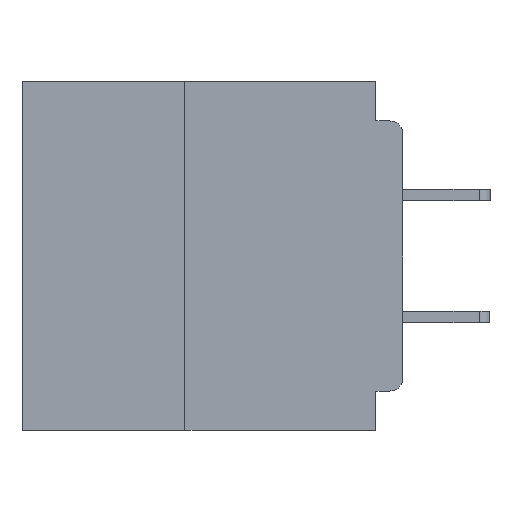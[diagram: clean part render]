
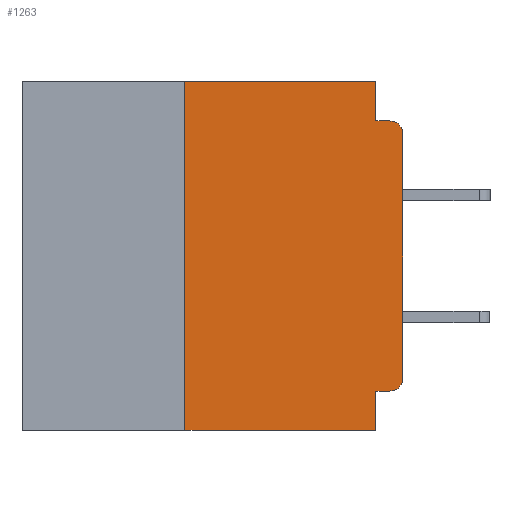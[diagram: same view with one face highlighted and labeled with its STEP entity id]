
A CAD part, left-side view. The second image highlights one B-rep face of the part: STEP entity #1263.
In plain terms, the highlighted planar face has unit normal (-1, 0, 0).
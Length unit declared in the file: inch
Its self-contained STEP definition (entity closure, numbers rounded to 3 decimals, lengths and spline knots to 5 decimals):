
#695 = DIRECTION ( 'NONE',  ( 0., -1., 0. ) ) ;
#1263 = ADVANCED_FACE ( 'NONE', ( #8009 ), #17422, .F. ) ;
#2716 = ORIENTED_EDGE ( 'NONE', *, *, #39401, .F. ) ;
#2843 = CARTESIAN_POINT ( 'NONE',  ( 0., 0.437, -0.4 ) ) ;
#3505 = CIRCLE ( 'NONE', #19905, 0.015 ) ;
#3726 = LINE ( 'NONE', #33636, #33335 ) ;
#4103 = VERTEX_POINT ( 'NONE', #47166 ) ;
#4288 = LINE ( 'NONE', #32798, #36308 ) ;
#4645 = DIRECTION ( 'NONE',  ( -1., 0., 0. ) ) ;
#4801 = CARTESIAN_POINT ( 'NONE',  ( 0., 0.015, -0.045 ) ) ;
#4942 = DIRECTION ( 'NONE',  ( 0., 0., 1. ) ) ;
#5810 = DIRECTION ( 'NONE',  ( 0., 0., 1. ) ) ;
#6551 = CARTESIAN_POINT ( 'NONE',  ( 0., 0.031, 0. ) ) ;
#6906 = VERTEX_POINT ( 'NONE', #22788 ) ;
#7432 = EDGE_CURVE ( 'NONE', #10005, #35210, #30683, .T. ) ;
#7500 = VECTOR ( 'NONE', #4942, 39.37008 ) ;
#7503 = ORIENTED_EDGE ( 'NONE', *, *, #20941, .T. ) ;
#8009 = FACE_OUTER_BOUND ( 'NONE', #31755, .T. ) ;
#8628 = CARTESIAN_POINT ( 'NONE',  ( 0., 0.031, -0.4 ) ) ;
#8693 = DIRECTION ( 'NONE',  ( 0., 0., -1. ) ) ;
#10005 = VERTEX_POINT ( 'NONE', #22803 ) ;
#11386 = VECTOR ( 'NONE', #29903, 39.37008 ) ;
#12357 = EDGE_CURVE ( 'NONE', #33911, #39199, #49337, .T. ) ;
#12409 = CARTESIAN_POINT ( 'NONE',  ( 0., 0., -0.045 ) ) ;
#12854 = DIRECTION ( 'NONE',  ( 1., 0., 0. ) ) ;
#13088 = CARTESIAN_POINT ( 'NONE',  ( 0., 0.437, 0. ) ) ;
#13658 = DIRECTION ( 'NONE',  ( -1., 0., 0. ) ) ;
#14126 = LINE ( 'NONE', #12409, #34613 ) ;
#14364 = DIRECTION ( 'NONE',  ( 0., 1., 0. ) ) ;
#14440 = DIRECTION ( 'NONE',  ( 0., 0., -1. ) ) ;
#16719 = CARTESIAN_POINT ( 'NONE',  ( 0., 0.015, -0.355 ) ) ;
#17031 = VERTEX_POINT ( 'NONE', #40983 ) ;
#17422 = PLANE ( 'NONE',  #49620 ) ;
#18802 = ORIENTED_EDGE ( 'NONE', *, *, #21602, .F. ) ;
#19905 = AXIS2_PLACEMENT_3D ( 'NONE', #27836, #4645, #31640 ) ;
#20941 = EDGE_CURVE ( 'NONE', #32641, #22601, #3505, .T. ) ;
#21602 = EDGE_CURVE ( 'NONE', #6906, #42191, #14126, .T. ) ;
#22601 = VERTEX_POINT ( 'NONE', #23435 ) ;
#22788 = CARTESIAN_POINT ( 'NONE',  ( 0., 0.031, -0.045 ) ) ;
#22803 = CARTESIAN_POINT ( 'NONE',  ( 0., 0.25, -0.4 ) ) ;
#23028 = AXIS2_PLACEMENT_3D ( 'NONE', #36718, #13658, #40564 ) ;
#23435 = CARTESIAN_POINT ( 'NONE',  ( 0., 0., -0.34 ) ) ;
#26681 = VECTOR ( 'NONE', #33548, 39.37008 ) ;
#27836 = CARTESIAN_POINT ( 'NONE',  ( 0., 0.015, -0.34 ) ) ;
#28086 = LINE ( 'NONE', #28118, #7500 ) ;
#28118 = CARTESIAN_POINT ( 'NONE',  ( 0., 0.25, -0.4 ) ) ;
#28176 = EDGE_CURVE ( 'NONE', #10005, #33911, #28086, .T. ) ;
#29080 = VECTOR ( 'NONE', #14364, 39.37008 ) ;
#29903 = DIRECTION ( 'NONE',  ( 0., -1., 0. ) ) ;
#30683 = LINE ( 'NONE', #2843, #11386 ) ;
#31640 = DIRECTION ( 'NONE',  ( 0., 0., -1. ) ) ;
#31755 = EDGE_LOOP ( 'NONE', ( #38333, #46348, #18802, #45608, #32994, #47177, #44914, #2716, #41020, #7503 ) ) ;
#32641 = VERTEX_POINT ( 'NONE', #16719 ) ;
#32798 = CARTESIAN_POINT ( 'NONE',  ( 0., 0., 0. ) ) ;
#32994 = ORIENTED_EDGE ( 'NONE', *, *, #12357, .F. ) ;
#33335 = VECTOR ( 'NONE', #14440, 39.37008 ) ;
#33548 = DIRECTION ( 'NONE',  ( 0., 0., -1. ) ) ;
#33564 = CARTESIAN_POINT ( 'NONE',  ( 0., 0., -0.355 ) ) ;
#33636 = CARTESIAN_POINT ( 'NONE',  ( 0., 0.031, -0.4 ) ) ;
#33911 = VERTEX_POINT ( 'NONE', #47030 ) ;
#34613 = VECTOR ( 'NONE', #695, 39.37008 ) ;
#35210 = VERTEX_POINT ( 'NONE', #8628 ) ;
#35255 = CARTESIAN_POINT ( 'NONE',  ( 0., 0.437, 0. ) ) ;
#36308 = VECTOR ( 'NONE', #5810, 39.37008 ) ;
#36525 = CARTESIAN_POINT ( 'NONE',  ( 0., 0.031, 0. ) ) ;
#36718 = CARTESIAN_POINT ( 'NONE',  ( 0., 0.015, -0.06 ) ) ;
#38333 = ORIENTED_EDGE ( 'NONE', *, *, #47783, .T. ) ;
#39199 = VERTEX_POINT ( 'NONE', #36525 ) ;
#39239 = CIRCLE ( 'NONE', #23028, 0.015 ) ;
#39275 = LINE ( 'NONE', #33564, #29080 ) ;
#39299 = VECTOR ( 'NONE', #43625, 39.37008 ) ;
#39401 = EDGE_CURVE ( 'NONE', #4103, #35210, #3726, .T. ) ;
#40564 = DIRECTION ( 'NONE',  ( 0., 0., -1. ) ) ;
#40983 = CARTESIAN_POINT ( 'NONE',  ( 0., 0., -0.06 ) ) ;
#41020 = ORIENTED_EDGE ( 'NONE', *, *, #43017, .F. ) ;
#42191 = VERTEX_POINT ( 'NONE', #4801 ) ;
#43017 = EDGE_CURVE ( 'NONE', #32641, #4103, #39275, .T. ) ;
#43625 = DIRECTION ( 'NONE',  ( 0., -1., 0. ) ) ;
#44914 = ORIENTED_EDGE ( 'NONE', *, *, #7432, .T. ) ;
#45608 = ORIENTED_EDGE ( 'NONE', *, *, #48561, .F. ) ;
#45771 = LINE ( 'NONE', #6551, #26681 ) ;
#46348 = ORIENTED_EDGE ( 'NONE', *, *, #48997, .T. ) ;
#47030 = CARTESIAN_POINT ( 'NONE',  ( 0., 0.25, 0. ) ) ;
#47166 = CARTESIAN_POINT ( 'NONE',  ( 0., 0.031, -0.355 ) ) ;
#47177 = ORIENTED_EDGE ( 'NONE', *, *, #28176, .F. ) ;
#47783 = EDGE_CURVE ( 'NONE', #22601, #17031, #4288, .T. ) ;
#48561 = EDGE_CURVE ( 'NONE', #39199, #6906, #45771, .T. ) ;
#48997 = EDGE_CURVE ( 'NONE', #17031, #42191, #39239, .T. ) ;
#49337 = LINE ( 'NONE', #13088, #39299 ) ;
#49620 = AXIS2_PLACEMENT_3D ( 'NONE', #35255, #12854, #8693 ) ;
